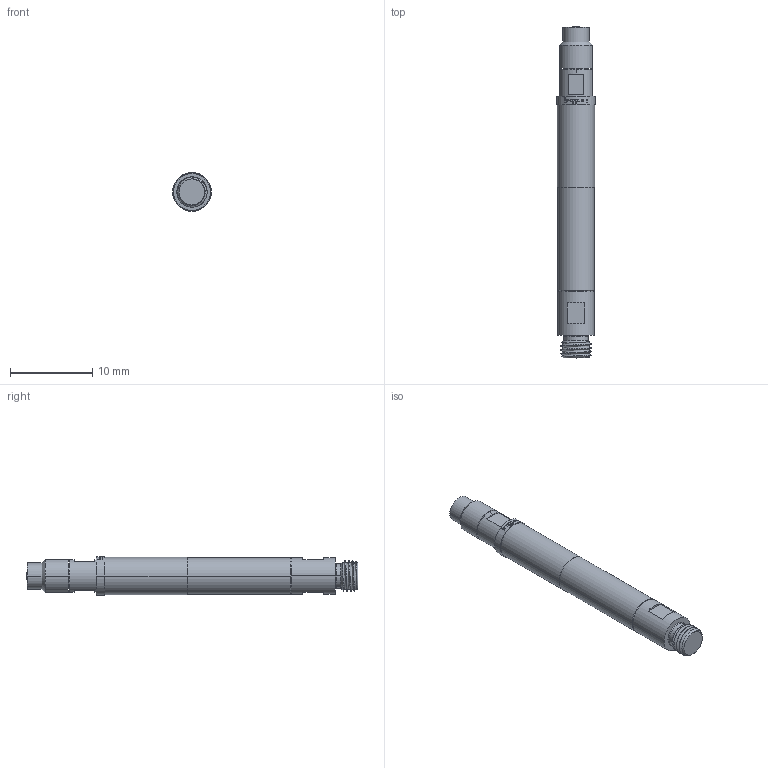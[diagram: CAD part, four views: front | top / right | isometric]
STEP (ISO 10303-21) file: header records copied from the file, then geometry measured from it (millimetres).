
FILE_DESCRIPTION (( 'STEP AP203' ), '1' );
FILE_NAME ('INGUN_HFS-890_343_078_A_xx43_UFL.STEP', '2022-05-05T08:52:27', ( 'ochi' ), ( '' ), 'SwSTEP 2.0', 'SolidWorks 2018', '' );
FILE_SCHEMA (( 'CONFIG_CONTROL_DESIGN' ));
Length unit declared in the file: millimetre
Products named in the file (1): INGUN_HFS-890_343_078_A_xx43_UFL
Bounding box: 4.7 x 40.24 x 4.7 mm (x, y, z)
Volume: 569.2 mm3; surface area: 608.3 mm2
Topology: 1 solids, 1 shells, 155 faces, 380 edges, 243 vertices
Faces by surface type: plane 53, cylinder 42, bspline 33, cone 21, torus 6
Entity records: 7114 total; most frequent: CARTESIAN_POINT 3825, ORIENTED_EDGE 756, DIRECTION 507, EDGE_CURVE 378, VERTEX_POINT 243, AXIS2_PLACEMENT_3D 217, B_SPLINE_CURVE_WITH_KNOTS 211, EDGE_LOOP 173
